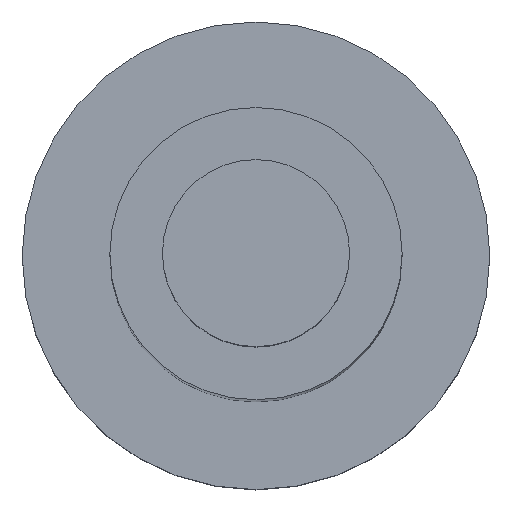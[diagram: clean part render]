
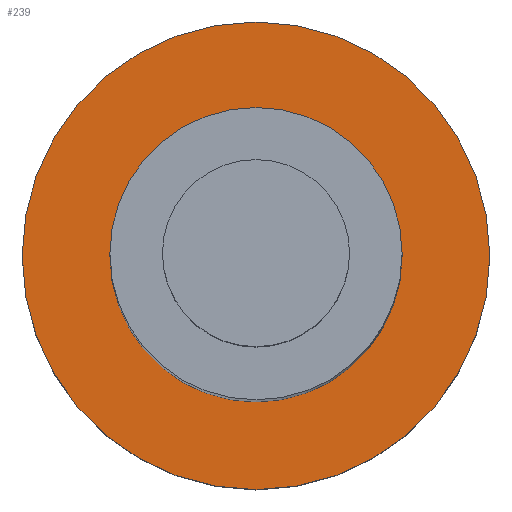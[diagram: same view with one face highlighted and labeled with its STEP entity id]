
A CAD part, top view. The second image highlights one B-rep face of the part: STEP entity #239.
In plain terms, the highlighted planar face has unit normal (0, 0, 1).
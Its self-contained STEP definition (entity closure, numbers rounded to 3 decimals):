
#5 = AXIS2_PLACEMENT_3D ( 'NONE', #125, #107, #275 ) ;
#14 = FACE_BOUND ( 'NONE', #156, .T. ) ;
#22 = CIRCLE ( 'NONE', #277, 3.125 ) ;
#41 = DIRECTION ( 'NONE',  ( 1., 0., 0. ) ) ;
#49 = AXIS2_PLACEMENT_3D ( 'NONE', #166, #267, #81 ) ;
#61 = DIRECTION ( 'NONE',  ( 1., 0., 0. ) ) ;
#73 = EDGE_CURVE ( 'NONE', #167, #227, #118, .T. ) ;
#75 = EDGE_LOOP ( 'NONE', ( #244, #177 ) ) ;
#81 = DIRECTION ( 'NONE',  ( 1., 0., 0. ) ) ;
#85 = CARTESIAN_POINT ( 'NONE',  ( 0., 0., 4. ) ) ;
#92 = FACE_OUTER_BOUND ( 'NONE', #75, .T. ) ;
#105 = CARTESIAN_POINT ( 'NONE',  ( -3.125, 0., 4. ) ) ;
#106 = EDGE_CURVE ( 'NONE', #261, #262, #217, .T. ) ;
#107 = DIRECTION ( 'NONE',  ( 0., 0., 1. ) ) ;
#118 = CIRCLE ( 'NONE', #272, 5. ) ;
#125 = CARTESIAN_POINT ( 'NONE',  ( 0., 0., 4. ) ) ;
#127 = PLANE ( 'NONE',  #243 ) ;
#133 = ORIENTED_EDGE ( 'NONE', *, *, #106, .F. ) ;
#144 = DIRECTION ( 'NONE',  ( 0., 0., 1. ) ) ;
#156 = EDGE_LOOP ( 'NONE', ( #218, #133 ) ) ;
#166 = CARTESIAN_POINT ( 'NONE',  ( 0., 0., 4. ) ) ;
#167 = VERTEX_POINT ( 'NONE', #175 ) ;
#175 = CARTESIAN_POINT ( 'NONE',  ( 5., 0., 4. ) ) ;
#177 = ORIENTED_EDGE ( 'NONE', *, *, #73, .T. ) ;
#187 = CARTESIAN_POINT ( 'NONE',  ( 0., 0., 4. ) ) ;
#202 = CIRCLE ( 'NONE', #5, 5. ) ;
#204 = CARTESIAN_POINT ( 'NONE',  ( 0., 0., 4. ) ) ;
#209 = CARTESIAN_POINT ( 'NONE',  ( 3.125, 0., 4. ) ) ;
#210 = EDGE_CURVE ( 'NONE', #227, #167, #202, .T. ) ;
#213 = CARTESIAN_POINT ( 'NONE',  ( -5., 0., 4. ) ) ;
#214 = DIRECTION ( 'NONE',  ( 0., 0., 1. ) ) ;
#217 = CIRCLE ( 'NONE', #49, 3.125 ) ;
#218 = ORIENTED_EDGE ( 'NONE', *, *, #260, .F. ) ;
#227 = VERTEX_POINT ( 'NONE', #213 ) ;
#239 = ADVANCED_FACE ( 'NONE', ( #14, #92 ), #127, .T. ) ;
#243 = AXIS2_PLACEMENT_3D ( 'NONE', #187, #278, #61 ) ;
#244 = ORIENTED_EDGE ( 'NONE', *, *, #210, .T. ) ;
#260 = EDGE_CURVE ( 'NONE', #262, #261, #22, .T. ) ;
#261 = VERTEX_POINT ( 'NONE', #209 ) ;
#262 = VERTEX_POINT ( 'NONE', #105 ) ;
#267 = DIRECTION ( 'NONE',  ( 0., 0., 1. ) ) ;
#270 = DIRECTION ( 'NONE',  ( 1., 0., 0. ) ) ;
#272 = AXIS2_PLACEMENT_3D ( 'NONE', #204, #144, #270 ) ;
#275 = DIRECTION ( 'NONE',  ( 1., 0., 0. ) ) ;
#277 = AXIS2_PLACEMENT_3D ( 'NONE', #85, #214, #41 ) ;
#278 = DIRECTION ( 'NONE',  ( 0., 0., 1. ) ) ;
